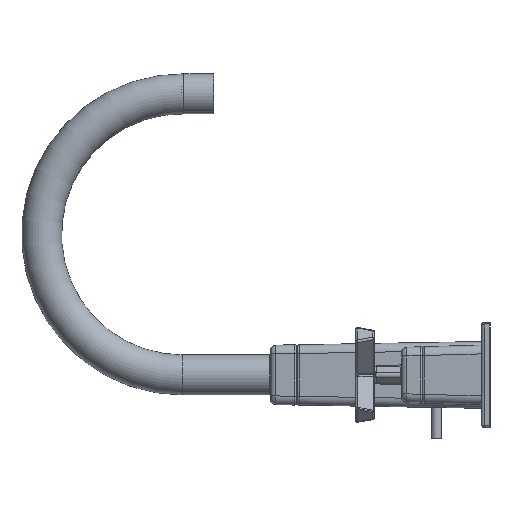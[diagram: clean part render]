
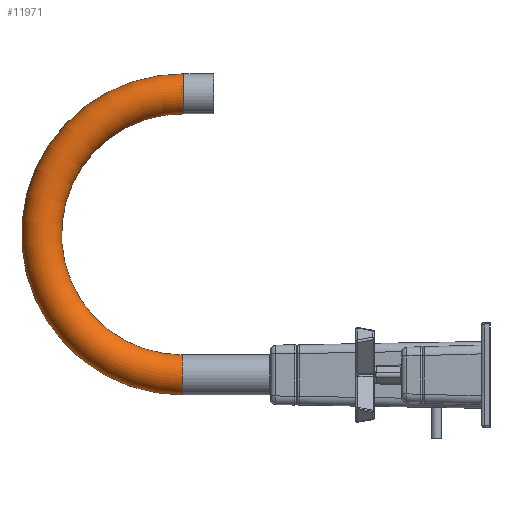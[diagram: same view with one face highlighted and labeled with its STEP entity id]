
A CAD part, left-side view. The second image highlights one B-rep face of the part: STEP entity #11971.
In plain terms, the highlighted toroidal (fillet/blend) face has major radius 80 mm and minor radius 11.4 mm.
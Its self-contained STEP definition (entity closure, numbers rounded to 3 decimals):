
#538 = EDGE_CURVE ( 'NONE', #10177, #6754, #3955, .T. ) ;
#1145 = VERTEX_POINT ( 'NONE', #5547 ) ;
#1192 = B_SPLINE_CURVE_WITH_KNOTS ( 'NONE', 3,
 ( #12475, #12666, #12053, #12048, #12029, #12024, #11970, #11955, #11954, #11888, #11858, #11829, #11767, #11763, #11747, #11698, #11682, #11678, #11631, #11614, #11612, #11551, #11539, #11512, #11485, #11467, #11423, #11405, #11351, #11335, #11332, #11275, #11241, #11237, #11211, #11196, #11192, #11167, #11134, #11121, #11102, #11100, #11056, #11025, #10995, #10974, #10956 ),
 .UNSPECIFIED., .F., .F.,
 ( 4, 2, 2, 2, 2, 2, 2, 2, 2, 1, 2, 2, 2, 2, 2, 2, 2, 2, 2, 2, 2, 2, 2, 4 ),
 ( 0., 0.002, 0.003, 0.004, 0.007, 0.008, 0.009, 0.011, 0.012, 0.013, 0.014, 0.016, 0.018, 0.019, 0.02, 0.022, 0.023, 0.025, 0.027, 0.029, 0.03, 0.031, 0.033, 0.036 ),
 .UNSPECIFIED. ) ;
#1285 = TOROIDAL_SURFACE ( 'NONE', #9856, 80., 11.4 ) ;
#1775 = ORIENTED_EDGE ( 'NONE', *, *, #10416, .T. ) ;
#2019 = CIRCLE ( 'NONE', #19285, 11.4 ) ;
#2059 = ORIENTED_EDGE ( 'NONE', *, *, #14955, .T. ) ;
#3955 = CIRCLE ( 'NONE', #10001, 68.6 ) ;
#4045 = ORIENTED_EDGE ( 'NONE', *, *, #12847, .F. ) ;
#5547 = CARTESIAN_POINT ( 'NONE',  ( 0., 186.2, 171.395 ) ) ;
#6164 = CARTESIAN_POINT ( 'NONE',  ( 0., 187.2, 11.4 ) ) ;
#6754 = VERTEX_POINT ( 'NONE', #6164 ) ;
#9007 = ORIENTED_EDGE ( 'NONE', *, *, #538, .F. ) ;
#9085 = CIRCLE ( 'NONE', #17634, 91.4 ) ;
#9856 = AXIS2_PLACEMENT_3D ( 'NONE', #13989, #10385, #10348 ) ;
#10001 = AXIS2_PLACEMENT_3D ( 'NONE', #14628, #13934, #14744 ) ;
#10177 = VERTEX_POINT ( 'NONE', #11911 ) ;
#10344 = EDGE_LOOP ( 'NONE', ( #1775, #2059, #4045, #9007 ) ) ;
#10348 = DIRECTION ( 'NONE',  ( 0., -1., 0. ) ) ;
#10385 = DIRECTION ( 'NONE',  ( -1., 0., 0. ) ) ;
#10416 = EDGE_CURVE ( 'NONE', #10177, #1145, #1192, .T. ) ;
#10956 = CARTESIAN_POINT ( 'NONE',  ( 0., 186.2, 171.395 ) ) ;
#10974 = CARTESIAN_POINT ( 'NONE',  ( -0.744, 186.2, 171.395 ) ) ;
#10995 = CARTESIAN_POINT ( 'NONE',  ( -1.5, 186.2, 171.32 ) ) ;
#11025 = CARTESIAN_POINT ( 'NONE',  ( -2.96, 186.2, 171.029 ) ) ;
#11056 = CARTESIAN_POINT ( 'NONE',  ( -3.671, 186.2, 170.813 ) ) ;
#11100 = CARTESIAN_POINT ( 'NONE',  ( -4.708, 186.2, 170.384 ) ) ;
#11102 = CARTESIAN_POINT ( 'NONE',  ( -5.049, 186.2, 170.222 ) ) ;
#11121 = CARTESIAN_POINT ( 'NONE',  ( -5.709, 186.2, 169.869 ) ) ;
#11134 = CARTESIAN_POINT ( 'NONE',  ( -6.028, 186.2, 169.677 ) ) ;
#11167 = CARTESIAN_POINT ( 'NONE',  ( -6.954, 186.2, 169.058 ) ) ;
#11192 = CARTESIAN_POINT ( 'NONE',  ( -7.531, 186.2, 168.585 ) ) ;
#11196 = CARTESIAN_POINT ( 'NONE',  ( -8.595, 186.2, 167.521 ) ) ;
#11211 = CARTESIAN_POINT ( 'NONE',  ( -9.066, 186.2, 166.945 ) ) ;
#11237 = CARTESIAN_POINT ( 'NONE',  ( -9.685, 186.2, 166.018 ) ) ;
#11241 = CARTESIAN_POINT ( 'NONE',  ( -9.877, 186.2, 165.699 ) ) ;
#11275 = CARTESIAN_POINT ( 'NONE',  ( -10.23, 186.2, 165.038 ) ) ;
#11332 = CARTESIAN_POINT ( 'NONE',  ( -10.392, 186.2, 164.697 ) ) ;
#11335 = CARTESIAN_POINT ( 'NONE',  ( -10.82, 186.2, 163.661 ) ) ;
#11351 = CARTESIAN_POINT ( 'NONE',  ( -11.035, 186.2, 162.951 ) ) ;
#11405 = CARTESIAN_POINT ( 'NONE',  ( -11.253, 186.2, 161.854 ) ) ;
#11423 = CARTESIAN_POINT ( 'NONE',  ( -11.309, 186.2, 161.482 ) ) ;
#11467 = CARTESIAN_POINT ( 'NONE',  ( -11.382, 186.2, 160.734 ) ) ;
#11485 = CARTESIAN_POINT ( 'NONE',  ( -11.4, 186.2, 160.361 ) ) ;
#11512 = CARTESIAN_POINT ( 'NONE',  ( -11.4, 186.2, 159.246 ) ) ;
#11539 = CARTESIAN_POINT ( 'NONE',  ( -11.327, 186.2, 158.506 ) ) ;
#11551 = CARTESIAN_POINT ( 'NONE',  ( -11.108, 186.2, 157.402 ) ) ;
#11612 = CARTESIAN_POINT ( 'NONE',  ( -11.016, 186.2, 157.037 ) ) ;
#11614 = CARTESIAN_POINT ( 'NONE',  ( -10.799, 186.2, 156.323 ) ) ;
#11631 = CARTESIAN_POINT ( 'NONE',  ( -10.549, 186.2, 155.623 ) ) ;
#11678 = CARTESIAN_POINT ( 'NONE',  ( -10.231, 186.2, 154.951 ) ) ;
#11682 = CARTESIAN_POINT ( 'NONE',  ( -9.879, 186.2, 154.293 ) ) ;
#11698 = CARTESIAN_POINT ( 'NONE',  ( -9.685, 186.2, 153.969 ) ) ;
#11747 = CARTESIAN_POINT ( 'NONE',  ( -9.06, 186.2, 153.034 ) ) ;
#11763 = CARTESIAN_POINT ( 'NONE',  ( -8.588, 186.2, 152.46 ) ) ;
#11767 = CARTESIAN_POINT ( 'NONE',  ( -7.8, 186.2, 151.671 ) ) ;
#11811 = CARTESIAN_POINT ( 'NONE',  ( 0., 187.2, -11.4 ) ) ;
#11829 = CARTESIAN_POINT ( 'NONE',  ( -7.523, 186.2, 151.42 ) ) ;
#11858 = CARTESIAN_POINT ( 'NONE',  ( -6.942, 186.2, 150.943 ) ) ;
#11888 = CARTESIAN_POINT ( 'NONE',  ( -6.64, 186.2, 150.719 ) ) ;
#11911 = CARTESIAN_POINT ( 'NONE',  ( 0., 186.2, 148.593 ) ) ;
#11954 = CARTESIAN_POINT ( 'NONE',  ( -5.711, 186.2, 150.098 ) ) ;
#11955 = CARTESIAN_POINT ( 'NONE',  ( -5.056, 186.2, 149.748 ) ) ;
#11970 = CARTESIAN_POINT ( 'NONE',  ( -4.02, 186.2, 149.319 ) ) ;
#11971 = ADVANCED_FACE ( 'NONE', ( #18597 ), #1285, .T. ) ;
#12024 = CARTESIAN_POINT ( 'NONE',  ( -3.664, 186.2, 149.191 ) ) ;
#12029 = CARTESIAN_POINT ( 'NONE',  ( -2.948, 186.2, 148.974 ) ) ;
#12048 = CARTESIAN_POINT ( 'NONE',  ( -2.587, 186.2, 148.884 ) ) ;
#12053 = CARTESIAN_POINT ( 'NONE',  ( -1.494, 186.2, 148.667 ) ) ;
#12381 = DIRECTION ( 'NONE',  ( 0., 0., -1. ) ) ;
#12405 = DIRECTION ( 'NONE',  ( 0., -1., 0. ) ) ;
#12437 = CARTESIAN_POINT ( 'NONE',  ( 0., 187.2, 0. ) ) ;
#12475 = CARTESIAN_POINT ( 'NONE',  ( 0., 186.2, 148.593 ) ) ;
#12666 = CARTESIAN_POINT ( 'NONE',  ( -0.753, 186.2, 148.593 ) ) ;
#12847 = EDGE_CURVE ( 'NONE', #6754, #13610, #2019, .T. ) ;
#13610 = VERTEX_POINT ( 'NONE', #11811 ) ;
#13934 = DIRECTION ( 'NONE',  ( -1., 0., 0. ) ) ;
#13989 = CARTESIAN_POINT ( 'NONE',  ( 0., 187.2, 80. ) ) ;
#14628 = CARTESIAN_POINT ( 'NONE',  ( 0., 187.2, 80. ) ) ;
#14744 = DIRECTION ( 'NONE',  ( 0., -1., 0. ) ) ;
#14955 = EDGE_CURVE ( 'NONE', #1145, #13610, #9085, .T. ) ;
#15961 = DIRECTION ( 'NONE',  ( 0., -1., 0. ) ) ;
#15991 = DIRECTION ( 'NONE',  ( -1., 0., 0. ) ) ;
#16008 = CARTESIAN_POINT ( 'NONE',  ( 0., 187.2, 80. ) ) ;
#17634 = AXIS2_PLACEMENT_3D ( 'NONE', #16008, #15991, #15961 ) ;
#18597 = FACE_OUTER_BOUND ( 'NONE', #10344, .T. ) ;
#19285 = AXIS2_PLACEMENT_3D ( 'NONE', #12437, #12405, #12381 ) ;
